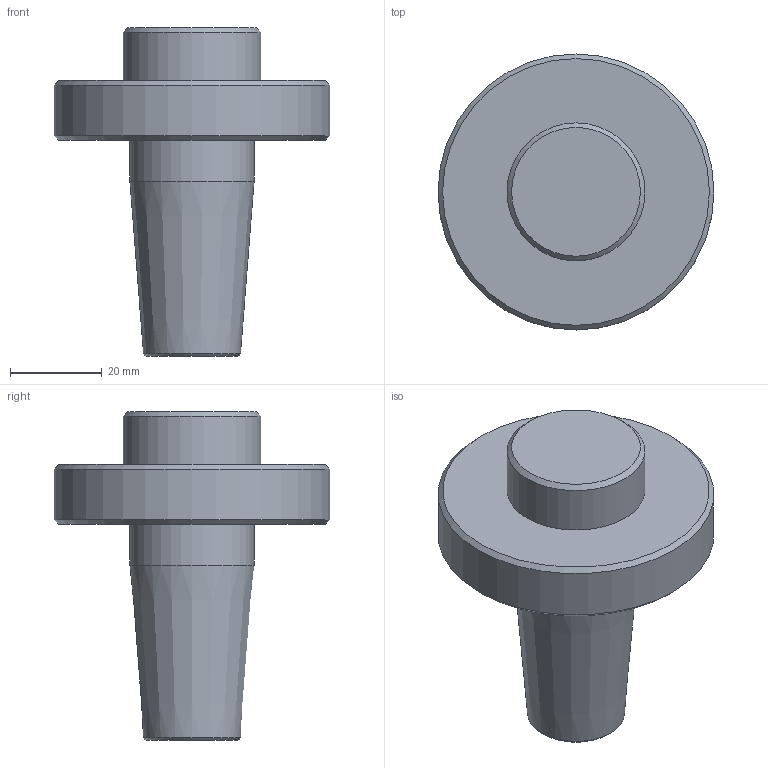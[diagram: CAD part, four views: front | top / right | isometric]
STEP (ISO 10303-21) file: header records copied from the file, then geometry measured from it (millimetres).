
FILE_DESCRIPTION(/* description */ (''),/* implementation_level */ '2;1');
FILE_NAME(/* name */ 'SAH-2341008236_Basic.stp',/* time_stamp */ '2024-09-30T08:39:57+05:00',/* author */ (''),/* organization */ (''),/* preprocessor_version */ 'ST-DEVELOPER v16.7',/* originating_system */ 'SIEMENS PLM Software NX 12.0',/* authorisation */ '');
FILE_SCHEMA (('AUTOMOTIVE_DESIGN { 1 0 10303 214 3 1 1 1 }'));
Length unit declared in the file: millimetre
Products named in the file (1): inpu1424589Dlurd
Bounding box: 60 x 60 x 71.5 mm (x, y, z)
Volume: 64963.7 mm3; surface area: 13315.3 mm2
Topology: 1 solids, 1 shells, 17 faces, 30 edges, 22 vertices
Faces by surface type: plane 6, cone 6, cylinder 5
Full cylindrical faces by diameter (mm): 8 x1, 10 x1, 27 x1, 30 x1, 60 x1
Entity records: 411 total; most frequent: DIRECTION 74, CARTESIAN_POINT 56, AXIS2_PLACEMENT_3D 37, EDGE_LOOP 32, ORIENTED_EDGE 32, FACE_BOUND 30, ADVANCED_FACE 17, VERTEX_POINT 16
